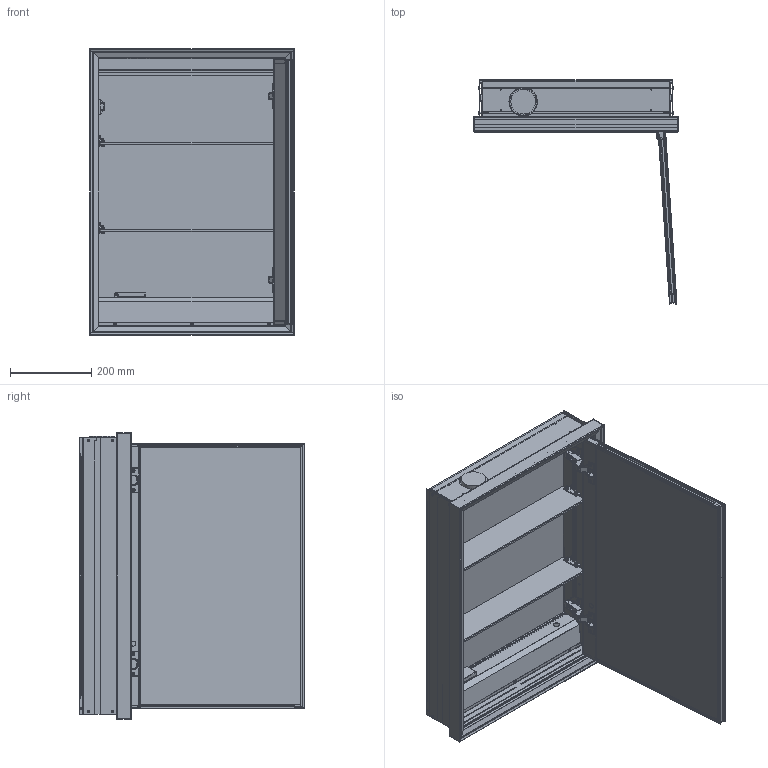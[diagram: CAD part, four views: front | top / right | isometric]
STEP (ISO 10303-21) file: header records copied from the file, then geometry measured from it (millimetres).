
FILE_DESCRIPTION((''),'2;1');
FILE_NAME('C18000100JTP_ASM_ASM','2025-07-25T18:19:29',('DRY1220'),(''),'CREO PARAMETRIC BY PTC INC, 2018400','CREO PARAMETRIC BY PTC INC, 2018400','');
FILE_SCHEMA(('CONFIG_CONTROL_DESIGN'));
Products named in the file (56): JTP-CS3-5070-01_18; JTP-CS3-5070-02_18; JTP-CS3-5070-03_18; JTP-CS3-5070-04_18; 2S0703A0010_17; 2P0004A0021_17; JTP-ZWBL-5070-01_13; FF-BOLIJIA-01__12; FF-BOLIJIA-02__12; FF-M4X8__12; FF-FANGXINGLUOMU__12; FF-YIZISULIAOLUOSI__12; JTP-ZWBL-5070_ASM_13_ASM; JTP-CS3-5070-09_9; JTP-CS3-5070_ASM_18_ASM; _L0001_18; PC-0001_17; _0001_15; _R0001_14; _0002_14; 00_16; PC-0002_14; 0005_ASM_17_ASM; _0003_13; _0004_14; JTP-B04-5070-01_14; JTP-B04-5070-02_14; 2S0003A0028_17; 2S0003A0030_13; 2S0003A0023_13; 2E0004C0009_13; 2E0024C0003_13; JTP-B04-5070_ASM_14_ASM; G-02_0_13; JIAOLIANJIZUO__0_13; G-04_0_13; G-03_0_13; G-05_0_13; 0002_13; _AF00001_ASM_13_ASM ...
Assembly tree (92 placements, depth 5):
  C18000100JTP_ASM_ASM
    C18000100JTP_ASM_16_ASM
      JTP-CS3-5070_ASM_18_ASM
        JTP-CS3-5070-01_18
        JTP-CS3-5070-02_18
        JTP-CS3-5070-03_18
        JTP-CS3-5070-04_18
        2S0703A0010_17  x8
        2P0004A0021_17  x4
        JTP-ZWBL-5070_ASM_13_ASM  x2
          JTP-ZWBL-5070-01_13
          FF-BOLIJIA-01__12
          FF-BOLIJIA-02__12
          FF-M4X8__12
          FF-FANGXINGLUOMU__12
          FF-YIZISULIAOLUOSI__12
        JTP-CS3-5070-09_9
      0005_ASM_17_ASM
        _L0001_18
        PC-0001_17  x2
        _0001_15
        _R0001_14
        _0002_14
        00_16  x4
        PC-0002_14  x2
      _0003_13  x2
      _0004_14  x2
      JTP-B04-5070_ASM_14_ASM
        JTP-B04-5070-01_14
        JTP-B04-5070-02_14
        2S0003A0028_17  x2
        2S0003A0030_13  x3
        2S0003A0023_13  x2
        2E0004C0009_13
        2E0024C0003_13
      _AF00001_ASM_13_ASM
        G-02_0_13
        JIAOLIANJIZUO__0_13
        G-04_0_13
        G-03_0_13
        G-05_0_13
        0002_13
      _AF10001_ASM_13_ASM
        G-02_0_13
        JIAOLIANJIZUO__0_13
        G-04_0_13
        G-03_0_13
        G-05_0_13
        0002_13
      JTP-A3-5070_ASM_18_ASM
        JTP-A3-5070-01_18
        JTP-A3-5070-02_18  x2
        JTP-A3-5070-03_18
        2P0004C0008_17
        2P0004C0009_17
        2P0004C0021_17
        2P0004C0022_17
        JTP-A3-5070-00_18
        JTP-A3-5070-04_18
        2S0003A0028_17  x2
Bounding box: 504 x 553.45 x 704 mm (x, y, z)
Volume: 5304271.6 mm3; surface area: 4521249.1 mm2
Topology: 94 solids, 101 shells, 4914 faces, 13714 edges, 8932 vertices
Faces by surface type: plane 2275, cylinder 1955, cone 242, torus 212, sphere 118, bspline 112
Entity records: 96507 total; most frequent: CARTESIAN_POINT 25650, DIRECTION 14712, ORIENTED_EDGE 14698, EDGE_CURVE 7365, AXIS2_PLACEMENT_3D 5150, VERTEX_POINT 4892, VECTOR 4412, LINE 4412
